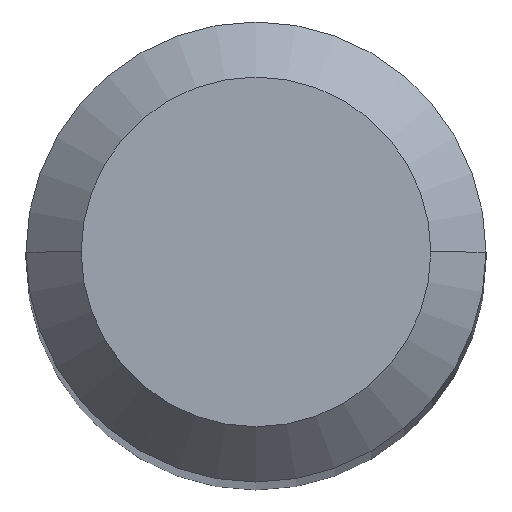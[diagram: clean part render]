
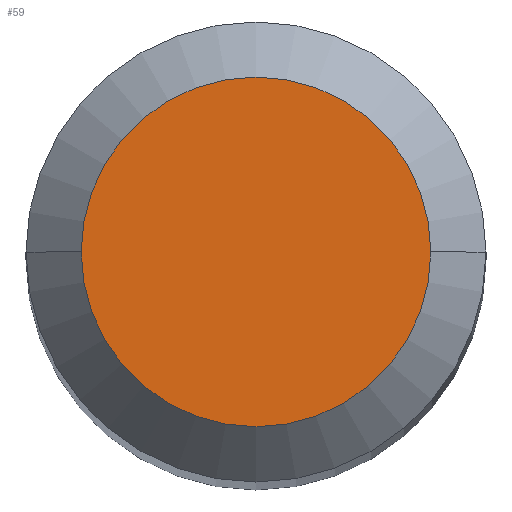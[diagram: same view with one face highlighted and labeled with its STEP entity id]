
A CAD part, top view. The second image highlights one B-rep face of the part: STEP entity #59.
In plain terms, the highlighted planar face has unit normal (0, 0, 1).
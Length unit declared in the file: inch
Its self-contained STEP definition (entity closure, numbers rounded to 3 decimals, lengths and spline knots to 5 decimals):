
#17 = EDGE_CURVE ( 'NONE', #451, #407, #268, .T. ) ;
#22 = ORIENTED_EDGE ( 'NONE', *, *, #401, .T. ) ;
#59 = ADVANCED_FACE ( 'NONE', ( #319 ), #422, .F. ) ;
#69 = DIRECTION ( 'NONE',  ( 0., 0., -1. ) ) ;
#73 = CARTESIAN_POINT ( 'NONE',  ( 0., 0., 0. ) ) ;
#101 = DIRECTION ( 'NONE',  ( -1., 0., 0. ) ) ;
#121 = CARTESIAN_POINT ( 'NONE',  ( 0., 0., 0. ) ) ;
#136 = DIRECTION ( 'NONE',  ( 1., 0., 0. ) ) ;
#150 = AXIS2_PLACEMENT_3D ( 'NONE', #73, #218, #136 ) ;
#198 = CARTESIAN_POINT ( 'NONE',  ( 0.0475, 0., 0. ) ) ;
#200 = DIRECTION ( 'NONE',  ( 1., 0., 0. ) ) ;
#218 = DIRECTION ( 'NONE',  ( 0., 0., 1. ) ) ;
#250 = EDGE_LOOP ( 'NONE', ( #22, #465 ) ) ;
#268 = CIRCLE ( 'NONE', #150, 0.0475 ) ;
#281 = AXIS2_PLACEMENT_3D ( 'NONE', #414, #69, #101 ) ;
#306 = AXIS2_PLACEMENT_3D ( 'NONE', #121, #434, #200 ) ;
#319 = FACE_OUTER_BOUND ( 'NONE', #250, .T. ) ;
#401 = EDGE_CURVE ( 'NONE', #407, #451, #443, .T. ) ;
#402 = CARTESIAN_POINT ( 'NONE',  ( -0.0475, 0., 0. ) ) ;
#407 = VERTEX_POINT ( 'NONE', #402 ) ;
#414 = CARTESIAN_POINT ( 'NONE',  ( 0., 0.0475, 0. ) ) ;
#422 = PLANE ( 'NONE',  #281 ) ;
#434 = DIRECTION ( 'NONE',  ( 0., 0., 1. ) ) ;
#443 = CIRCLE ( 'NONE', #306, 0.0475 ) ;
#451 = VERTEX_POINT ( 'NONE', #198 ) ;
#465 = ORIENTED_EDGE ( 'NONE', *, *, #17, .T. ) ;
